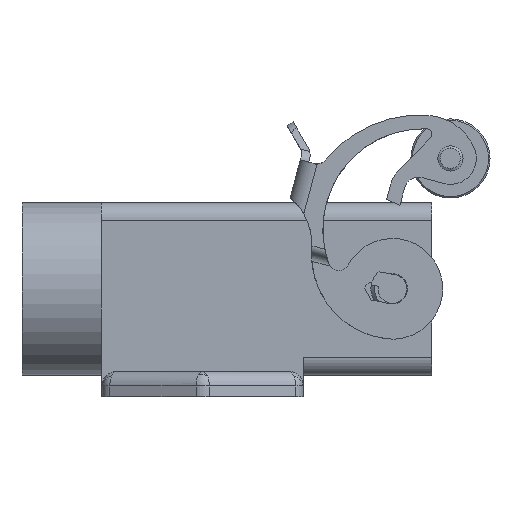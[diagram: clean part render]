
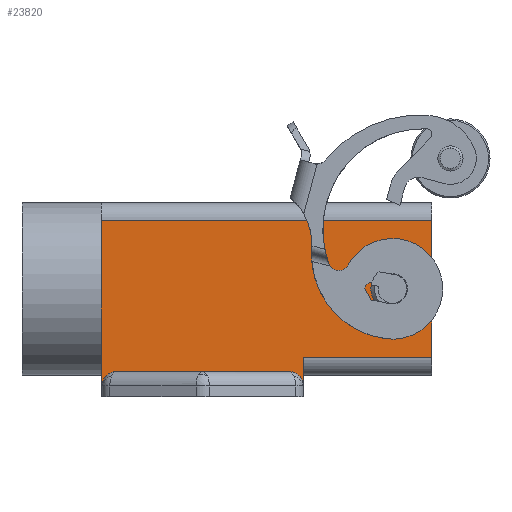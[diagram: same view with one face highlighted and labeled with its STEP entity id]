
A CAD part, front view. The second image highlights one B-rep face of the part: STEP entity #23820.
In plain terms, the highlighted planar face has unit normal (0, -1, 0).
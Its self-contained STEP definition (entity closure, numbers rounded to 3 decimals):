
#21370=CARTESIAN_POINT('',(26.375,-12.,17.5));
#21380=VERTEX_POINT('',#21370);
#21410=CARTESIAN_POINT('',(26.375,-12.,14.5));
#21420=DIRECTION('',(0.,1.,0.));
#21430=DIRECTION('',(0.,0.,-1.));
#21440=AXIS2_PLACEMENT_3D('',#21410,#21420,#21430);
#21450=CIRCLE('',#21440,3.);
#21460=CARTESIAN_POINT('',(26.375,-12.,11.5));
#21470=VERTEX_POINT('',#21460);
#21480=EDGE_CURVE('',#21380,#21470,#21450,.T.);
#22460=CARTESIAN_POINT('',(12.,-12.,0.));
#22470=DIRECTION('',(0.,-1.,0.));
#22480=DIRECTION('',(0.,0.,-1.));
#22490=AXIS2_PLACEMENT_3D('',#22460,#22470,#22480);
#22500=PLANE('',#22490);
#22510=ORIENTED_EDGE('',*,*,#21480,.T.);
#22520=EDGE_CURVE('',#21470,#21380,#21450,.T.);
#22530=ORIENTED_EDGE('',*,*,#22520,.T.);
#22540=EDGE_LOOP('',(#22530,#22510));
#22550=FACE_BOUND('',#22540,.T.);
#22560=CARTESIAN_POINT('',(0.,-12.,-0.5));
#22570=DIRECTION('',(1.,0.,0.));
#22580=VECTOR('',#22570,1.);
#22590=LINE('',#22560,#22580);
#22600=CARTESIAN_POINT('',(13.991,-12.,-0.5));
#22610=VERTEX_POINT('',#22600);
#22620=CARTESIAN_POINT('',(14.,-12.,-0.5));
#22630=VERTEX_POINT('',#22620);
#22640=EDGE_CURVE('',#22610,#22630,#22590,.T.);
#22650=ORIENTED_EDGE('',*,*,#22640,.T.);
#22660=CARTESIAN_POINT('',(13.991,-12.,1.5));
#22670=DIRECTION('',(0.,0.,-1.));
#22680=VECTOR('',#22670,1.);
#22690=LINE('',#22660,#22680);
#22700=CARTESIAN_POINT('',(13.991,-12.,1.));
#22710=VERTEX_POINT('',#22700);
#22720=EDGE_CURVE('',#22710,#22610,#22690,.T.);
#22730=ORIENTED_EDGE('',*,*,#22720,.T.);
#22740=CARTESIAN_POINT('',(12.,-12.,1.));
#22750=DIRECTION('',(0.,-1.,0.));
#22760=DIRECTION('',(1.,0.,0.));
#22770=AXIS2_PLACEMENT_3D('',#22740,#22750,#22760);
#22780=CIRCLE('',#22770,1.991);
#22790=CARTESIAN_POINT('',(12.095,-12.,2.989));
#22800=VERTEX_POINT('',#22790);
#22810=EDGE_CURVE('',#22710,#22800,#22780,.T.);
#22820=ORIENTED_EDGE('',*,*,#22810,.F.);
#22830=CARTESIAN_POINT('',(11.642,-12.,1.));
#22840=DIRECTION('',(0.,1.,0.));
#22850=DIRECTION('',(1.,0.,0.));
#22860=AXIS2_PLACEMENT_3D('',#22830,#22840,#22850);
#22870=ELLIPSE('',#22860,4.366,2.);
#22880=CARTESIAN_POINT('',(11.642,-12.,3.));
#22890=VERTEX_POINT('',#22880);
#22900=EDGE_CURVE('',#22890,#22800,#22870,.T.);
#22910=ORIENTED_EDGE('',*,*,#22900,.T.);
#22920=CARTESIAN_POINT('',(-11.642,-12.,3.));
#22930=DIRECTION('',(1.,0.,0.));
#22940=VECTOR('',#22930,1.);
#22950=LINE('',#22920,#22940);
#22960=CARTESIAN_POINT('',(-11.642,-12.,3.));
#22970=VERTEX_POINT('',#22960);
#22980=EDGE_CURVE('',#22970,#22890,#22950,.T.);
#22990=ORIENTED_EDGE('',*,*,#22980,.T.);
#23000=CARTESIAN_POINT('',(-11.642,-12.,1.));
#23010=DIRECTION('',(0.,1.,0.));
#23020=DIRECTION('',(1.,0.,0.));
#23030=AXIS2_PLACEMENT_3D('',#23000,#23010,#23020);
#23040=ELLIPSE('',#23030,4.366,2.);
#23050=CARTESIAN_POINT('',(-12.095,-12.,2.989));
#23060=VERTEX_POINT('',#23050);
#23070=EDGE_CURVE('',#23060,#22970,#23040,.T.);
#23080=ORIENTED_EDGE('',*,*,#23070,.T.);
#23090=CARTESIAN_POINT('',(-12.,-12.,1.));
#23100=DIRECTION('',(0.,-1.,0.));
#23110=DIRECTION('',(-0.048,0.,0.999));
#23120=AXIS2_PLACEMENT_3D('',#23090,#23100,#23110);
#23130=CIRCLE('',#23120,1.991);
#23140=CARTESIAN_POINT('',(-13.991,-12.,1.));
#23150=VERTEX_POINT('',#23140);
#23160=EDGE_CURVE('',#23060,#23150,#23130,.T.);
#23170=ORIENTED_EDGE('',*,*,#23160,.F.);
#23180=CARTESIAN_POINT('',(-13.991,-12.,1.));
#23190=DIRECTION('',(0.,0.,1.));
#23200=VECTOR('',#23190,1.);
#23210=LINE('',#23180,#23200);
#23220=CARTESIAN_POINT('',(-13.991,-12.,-0.5));
#23230=VERTEX_POINT('',#23220);
#23240=EDGE_CURVE('',#23230,#23150,#23210,.T.);
#23250=ORIENTED_EDGE('',*,*,#23240,.T.);
#23260=CARTESIAN_POINT('',(0.,-12.,-0.5));
#23270=DIRECTION('',(1.,0.,0.));
#23280=VECTOR('',#23270,1.);
#23290=LINE('',#23260,#23280);
#23300=CARTESIAN_POINT('',(-14.125,-12.,-0.5));
#23310=VERTEX_POINT('',#23300);
#23320=EDGE_CURVE('',#23310,#23230,#23290,.T.);
#23330=ORIENTED_EDGE('',*,*,#23320,.T.);
#23340=CARTESIAN_POINT('',(-14.125,-12.,1.5));
#23350=DIRECTION('',(0.,0.,1.));
#23360=VECTOR('',#23350,1.);
#23370=LINE('',#23340,#23360);
#23380=CARTESIAN_POINT('',(-14.125,-12.,14.5));
#23390=VERTEX_POINT('',#23380);
#23400=EDGE_CURVE('',#23310,#23390,#23370,.T.);
#23410=ORIENTED_EDGE('',*,*,#23400,.F.);
#23420=CARTESIAN_POINT('',(-14.125,-12.,14.5));
#23430=DIRECTION('',(0.,0.,1.));
#23440=VECTOR('',#23430,1.);
#23450=LINE('',#23420,#23440);
#23460=CARTESIAN_POINT('',(-14.125,-12.,24.));
#23470=VERTEX_POINT('',#23460);
#23480=EDGE_CURVE('',#23390,#23470,#23450,.T.);
#23490=ORIENTED_EDGE('',*,*,#23480,.F.);
#23500=CARTESIAN_POINT('',(-14.125,-12.,24.));
#23510=DIRECTION('',(1.,0.,0.));
#23520=VECTOR('',#23510,1.);
#23530=LINE('',#23500,#23520);
#23540=CARTESIAN_POINT('',(31.875,-12.,24.));
#23550=VERTEX_POINT('',#23540);
#23560=EDGE_CURVE('',#23470,#23550,#23530,.T.);
#23570=ORIENTED_EDGE('',*,*,#23560,.F.);
#23580=CARTESIAN_POINT('',(31.875,-12.,24.));
#23590=DIRECTION('',(0.,0.,-1.));
#23600=VECTOR('',#23590,1.);
#23610=LINE('',#23580,#23600);
#23620=CARTESIAN_POINT('',(31.875,-12.,5.));
#23630=VERTEX_POINT('',#23620);
#23640=EDGE_CURVE('',#23550,#23630,#23610,.T.);
#23650=ORIENTED_EDGE('',*,*,#23640,.F.);
#23660=CARTESIAN_POINT('',(25.5,-12.,5.));
#23670=DIRECTION('',(-1.,0.,0.));
#23680=VECTOR('',#23670,1.);
#23690=LINE('',#23660,#23680);
#23700=CARTESIAN_POINT('',(14.,-12.,5.));
#23710=VERTEX_POINT('',#23700);
#23720=EDGE_CURVE('',#23630,#23710,#23690,.T.);
#23730=ORIENTED_EDGE('',*,*,#23720,.F.);
#23740=CARTESIAN_POINT('',(14.,-12.,1.5));
#23750=DIRECTION('',(0.,0.,1.));
#23760=VECTOR('',#23750,1.);
#23770=LINE('',#23740,#23760);
#23780=EDGE_CURVE('',#22630,#23710,#23770,.T.);
#23790=ORIENTED_EDGE('',*,*,#23780,.T.);
#23800=EDGE_LOOP('',(#23790,#23730,#23650,#23570,#23490,#23410,#23330,
#23250,#23170,#23080,#22990,#22910,#22820,#22730,#22650));
#23810=FACE_OUTER_BOUND('',#23800,.T.);
#23820=ADVANCED_FACE('',(#22550,#23810),#22500,.T.);
